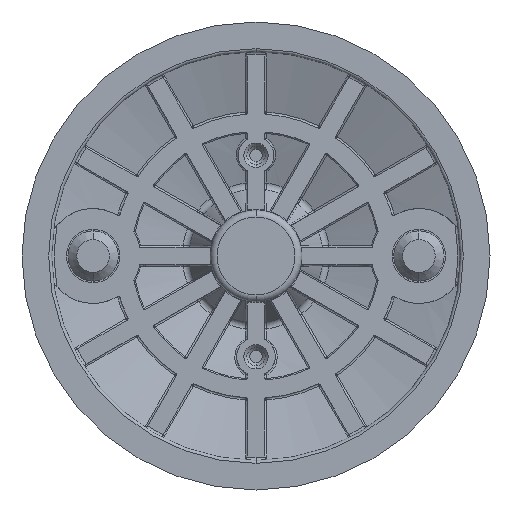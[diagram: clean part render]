
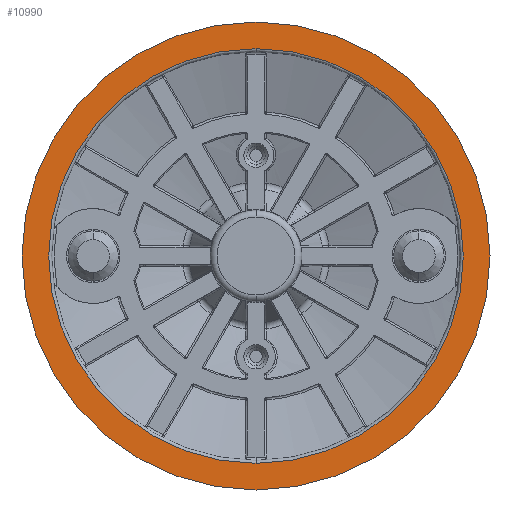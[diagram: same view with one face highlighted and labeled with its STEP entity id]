
A CAD part, front view. The second image highlights one B-rep face of the part: STEP entity #10990.
In plain terms, the highlighted planar face has unit normal (0, -1, 0).
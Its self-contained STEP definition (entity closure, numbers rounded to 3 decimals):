
#559 = AXIS2_PLACEMENT_3D ( 'NONE', #14184, #14142, #14118 ) ;
#1308 = CIRCLE ( 'NONE', #559, 39.5 ) ;
#1390 = AXIS2_PLACEMENT_3D ( 'NONE', #16997, #16928, #16906 ) ;
#1852 = CIRCLE ( 'NONE', #1390, 35. ) ;
#2905 = AXIS2_PLACEMENT_3D ( 'NONE', #4867, #4863, #4849 ) ;
#3091 = CARTESIAN_POINT ( 'NONE',  ( 39.5, 0., 35. ) ) ;
#4530 = CIRCLE ( 'NONE', #2905, 35. ) ;
#4763 = CARTESIAN_POINT ( 'NONE',  ( 39.5, 0., 39.5 ) ) ;
#4849 = DIRECTION ( 'NONE',  ( 0., 0., -1. ) ) ;
#4863 = DIRECTION ( 'NONE',  ( 0., 1., 0. ) ) ;
#4867 = CARTESIAN_POINT ( 'NONE',  ( 39.5, 0., 0. ) ) ;
#5382 = DIRECTION ( 'NONE',  ( 0., 0., 1. ) ) ;
#5395 = DIRECTION ( 'NONE',  ( 0., 1., 0. ) ) ;
#5420 = CARTESIAN_POINT ( 'NONE',  ( 39.5, 0., 0. ) ) ;
#5462 = CARTESIAN_POINT ( 'NONE',  ( 39.5, 0., -35. ) ) ;
#6143 = AXIS2_PLACEMENT_3D ( 'NONE', #13623, #13506, #13504 ) ;
#6741 = EDGE_CURVE ( 'NONE', #9949, #7463, #1852, .T. ) ;
#6875 = EDGE_CURVE ( 'NONE', #14947, #14200, #1308, .T. ) ;
#7463 = VERTEX_POINT ( 'NONE', #3091 ) ;
#9282 = ORIENTED_EDGE ( 'NONE', *, *, #16471, .T. ) ;
#9949 = VERTEX_POINT ( 'NONE', #5462 ) ;
#10590 = CIRCLE ( 'NONE', #16563, 39.5 ) ;
#10990 = ADVANCED_FACE ( 'NONE', ( #15451, #15435 ), #15589, .T. ) ;
#11627 = EDGE_LOOP ( 'NONE', ( #12596, #16247 ) ) ;
#12136 = EDGE_LOOP ( 'NONE', ( #13635, #9282 ) ) ;
#12596 = ORIENTED_EDGE ( 'NONE', *, *, #13246, .F. ) ;
#13246 = EDGE_CURVE ( 'NONE', #14200, #14947, #10590, .T. ) ;
#13504 = DIRECTION ( 'NONE',  ( 0., 0., -1. ) ) ;
#13506 = DIRECTION ( 'NONE',  ( 0., -1., 0. ) ) ;
#13623 = CARTESIAN_POINT ( 'NONE',  ( 0., 0., 0. ) ) ;
#13635 = ORIENTED_EDGE ( 'NONE', *, *, #6741, .T. ) ;
#14118 = DIRECTION ( 'NONE',  ( 0., 0., 1. ) ) ;
#14142 = DIRECTION ( 'NONE',  ( 0., 1., 0. ) ) ;
#14184 = CARTESIAN_POINT ( 'NONE',  ( 39.5, 0., 0. ) ) ;
#14200 = VERTEX_POINT ( 'NONE', #4763 ) ;
#14947 = VERTEX_POINT ( 'NONE', #15872 ) ;
#15435 = FACE_OUTER_BOUND ( 'NONE', #11627, .T. ) ;
#15451 = FACE_BOUND ( 'NONE', #12136, .T. ) ;
#15589 = PLANE ( 'NONE',  #6143 ) ;
#15872 = CARTESIAN_POINT ( 'NONE',  ( 39.5, 0., -39.5 ) ) ;
#16247 = ORIENTED_EDGE ( 'NONE', *, *, #6875, .F. ) ;
#16471 = EDGE_CURVE ( 'NONE', #7463, #9949, #4530, .T. ) ;
#16563 = AXIS2_PLACEMENT_3D ( 'NONE', #5420, #5395, #5382 ) ;
#16906 = DIRECTION ( 'NONE',  ( 0., 0., -1. ) ) ;
#16928 = DIRECTION ( 'NONE',  ( 0., 1., 0. ) ) ;
#16997 = CARTESIAN_POINT ( 'NONE',  ( 39.5, 0., 0. ) ) ;
